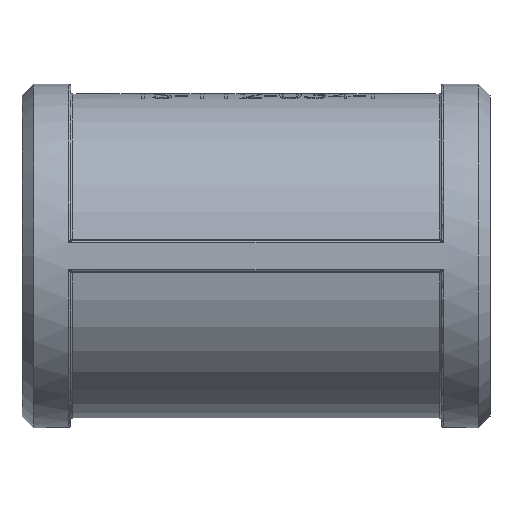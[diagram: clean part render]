
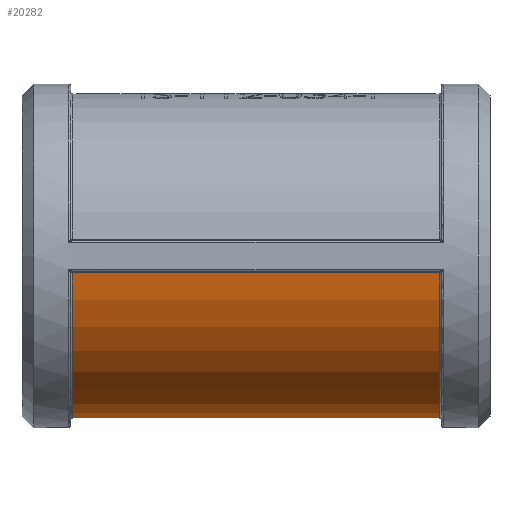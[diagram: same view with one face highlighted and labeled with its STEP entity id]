
A CAD part, front view. The second image highlights one B-rep face of the part: STEP entity #20282.
In plain terms, the highlighted cylindrical face has radius 26.75 mm (diameter 53.5 mm), a partial arc.
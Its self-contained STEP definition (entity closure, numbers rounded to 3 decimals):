
#3871 = VECTOR ( 'NONE', #10197, 1000. ) ;
#3879 = CIRCLE ( 'NONE', #3881, 26.75 ) ;
#3881 = AXIS2_PLACEMENT_3D ( 'NONE', #10243, #10213, #10229 ) ;
#3920 = VECTOR ( 'NONE', #10245, 1000. ) ;
#3936 = CIRCLE ( 'NONE', #3971, 26.75 ) ;
#3944 = VECTOR ( 'NONE', #10153, 1000. ) ;
#3971 = AXIS2_PLACEMENT_3D ( 'NONE', #10284, #10253, #10264 ) ;
#10109 = CARTESIAN_POINT ( 'NONE',  ( -14.938, 24.04, -12.154 ) ) ;
#10110 = CARTESIAN_POINT ( 'NONE',  ( -19.755, 26.485, -3.931 ) ) ;
#10112 = CARTESIAN_POINT ( 'NONE',  ( -9.452, 21.928, -15.386 ) ) ;
#10118 = CARTESIAN_POINT ( 'NONE',  ( 19.755, 26.485, -3.931 ) ) ;
#10122 = CARTESIAN_POINT ( 'NONE',  ( -18.644, 25.897, -7.34 ) ) ;
#10123 = CARTESIAN_POINT ( 'NONE',  ( 19.982, 26.606, -2.769 ) ) ;
#10124 = LINE ( 'NONE', #10125, #3944 ) ;
#10125 = CARTESIAN_POINT ( 'NONE',  ( 0., 26.606, -2.769 ) ) ;
#10127 = CARTESIAN_POINT ( 'NONE',  ( -19.982, 26.606, -2.769 ) ) ;
#10128 = CARTESIAN_POINT ( 'NONE',  ( 0., 20.603, -17.061 ) ) ;
#10131 = CARTESIAN_POINT ( 'NONE',  ( -1.405, 20.603, -17.061 ) ) ;
#10140 = CARTESIAN_POINT ( 'NONE',  ( 18.644, 25.897, -7.34 ) ) ;
#10141 = CARTESIAN_POINT ( 'NONE',  ( 14.938, 24.04, -12.154 ) ) ;
#10142 = CARTESIAN_POINT ( 'NONE',  ( 9.452, 21.928, -15.386 ) ) ;
#10144 = CARTESIAN_POINT ( 'NONE',  ( 1.405, 20.603, -17.061 ) ) ;
#10147 = CARTESIAN_POINT ( 'NONE',  ( -4.214, 20.813, -16.813 ) ) ;
#10149 = CARTESIAN_POINT ( 'NONE',  ( 0., 20.603, -17.061 ) ) ;
#10150 = CARTESIAN_POINT ( 'NONE',  ( 4.214, 20.813, -16.813 ) ) ;
#10153 = DIRECTION ( 'NONE',  ( -1., 0., 0. ) ) ;
#10163 = LINE ( 'NONE', #10171, #3871 ) ;
#10171 = CARTESIAN_POINT ( 'NONE',  ( 0., 26.606, -2.769 ) ) ;
#10197 = DIRECTION ( 'NONE',  ( -1., 0., 0. ) ) ;
#10207 = LINE ( 'NONE', #10214, #3920 ) ;
#10213 = DIRECTION ( 'NONE',  ( -1., 0., 0. ) ) ;
#10214 = CARTESIAN_POINT ( 'NONE',  ( 0., -26.606, -2.769 ) ) ;
#10229 = DIRECTION ( 'NONE',  ( 0., 0., -1. ) ) ;
#10243 = CARTESIAN_POINT ( 'NONE',  ( -30.2, 0., 0. ) ) ;
#10245 = DIRECTION ( 'NONE',  ( 1., 0., 0. ) ) ;
#10253 = DIRECTION ( 'NONE',  ( 1., 0., 0. ) ) ;
#10264 = DIRECTION ( 'NONE',  ( 0., 0., -1. ) ) ;
#10284 = CARTESIAN_POINT ( 'NONE',  ( 30.2, 0., 0. ) ) ;
#12245 = AXIS2_PLACEMENT_3D ( 'NONE', #16874, #16860, #16875 ) ;
#14315 = CARTESIAN_POINT ( 'NONE',  ( -30.2, -26.606, -2.769 ) ) ;
#14319 = CARTESIAN_POINT ( 'NONE',  ( 30.2, 26.606, -2.769 ) ) ;
#14340 = CARTESIAN_POINT ( 'NONE',  ( -19.982, 26.606, -2.769 ) ) ;
#14347 = CARTESIAN_POINT ( 'NONE',  ( -30.2, 26.606, -2.769 ) ) ;
#14354 = CARTESIAN_POINT ( 'NONE',  ( 19.982, 26.606, -2.769 ) ) ;
#14370 = CARTESIAN_POINT ( 'NONE',  ( 30.2, -26.606, -2.769 ) ) ;
#14371 = CARTESIAN_POINT ( 'NONE',  ( 0., 20.603, -17.061 ) ) ;
#16609 = B_SPLINE_CURVE_WITH_KNOTS ( 'NONE', 3,
 ( #10128, #10131, #10147, #10112, #10109, #10122, #10110, #10127 ),
 .UNSPECIFIED., .F., .F.,
 ( 4, 1, 1, 1, 1, 4 ),
 ( 0., 0.143, 0.286, 0.571, 0.857, 1. ),
 .UNSPECIFIED. ) ;
#16632 = B_SPLINE_CURVE_WITH_KNOTS ( 'NONE', 3,
 ( #10123, #10118, #10140, #10141, #10142, #10150, #10144, #10149 ),
 .UNSPECIFIED., .F., .F.,
 ( 4, 1, 1, 1, 1, 4 ),
 ( 0., 0.143, 0.429, 0.714, 0.857, 1. ),
 .UNSPECIFIED. ) ;
#16860 = DIRECTION ( 'NONE',  ( 1., 0., 0. ) ) ;
#16866 = CYLINDRICAL_SURFACE ( 'NONE', #12245, 26.75 ) ;
#16869 = FACE_OUTER_BOUND ( 'NONE', #21802, .T. ) ;
#16874 = CARTESIAN_POINT ( 'NONE',  ( 0., 0., 0. ) ) ;
#16875 = DIRECTION ( 'NONE',  ( 0., -1., 0. ) ) ;
#20282 = ADVANCED_FACE ( 'NONE', ( #16869 ), #16866, .T. ) ;
#21349 = EDGE_CURVE ( 'NONE', #24872, #24890, #16632, .T. ) ;
#21351 = EDGE_CURVE ( 'NONE', #24873, #24872, #10124, .T. ) ;
#21353 = EDGE_CURVE ( 'NONE', #24890, #24871, #16609, .T. ) ;
#21363 = EDGE_CURVE ( 'NONE', #24871, #24876, #10163, .T. ) ;
#21370 = EDGE_CURVE ( 'NONE', #24876, #24880, #3879, .T. ) ;
#21373 = EDGE_CURVE ( 'NONE', #24880, #24883, #10207, .T. ) ;
#21381 = EDGE_CURVE ( 'NONE', #24883, #24873, #3936, .T. ) ;
#21802 = EDGE_LOOP ( 'NONE', ( #21996, #22021, #22003, #22023, #22015, #22013, #22025 ) ) ;
#21996 = ORIENTED_EDGE ( 'NONE', *, *, #21381, .F. ) ;
#22003 = ORIENTED_EDGE ( 'NONE', *, *, #21370, .F. ) ;
#22013 = ORIENTED_EDGE ( 'NONE', *, *, #21349, .F. ) ;
#22015 = ORIENTED_EDGE ( 'NONE', *, *, #21353, .F. ) ;
#22021 = ORIENTED_EDGE ( 'NONE', *, *, #21373, .F. ) ;
#22023 = ORIENTED_EDGE ( 'NONE', *, *, #21363, .F. ) ;
#22025 = ORIENTED_EDGE ( 'NONE', *, *, #21351, .F. ) ;
#24871 = VERTEX_POINT ( 'NONE', #14340 ) ;
#24872 = VERTEX_POINT ( 'NONE', #14354 ) ;
#24873 = VERTEX_POINT ( 'NONE', #14319 ) ;
#24876 = VERTEX_POINT ( 'NONE', #14347 ) ;
#24880 = VERTEX_POINT ( 'NONE', #14315 ) ;
#24883 = VERTEX_POINT ( 'NONE', #14370 ) ;
#24890 = VERTEX_POINT ( 'NONE', #14371 ) ;
